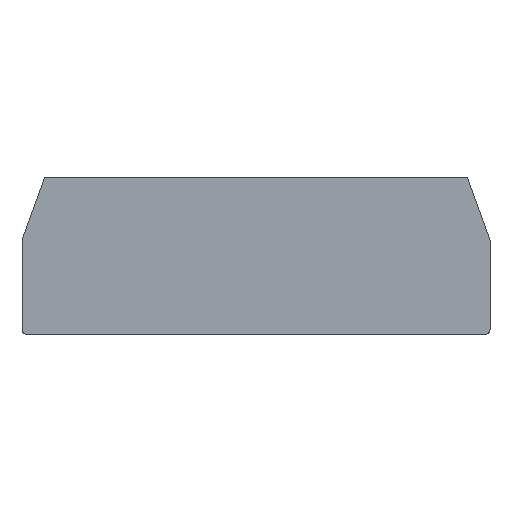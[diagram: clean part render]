
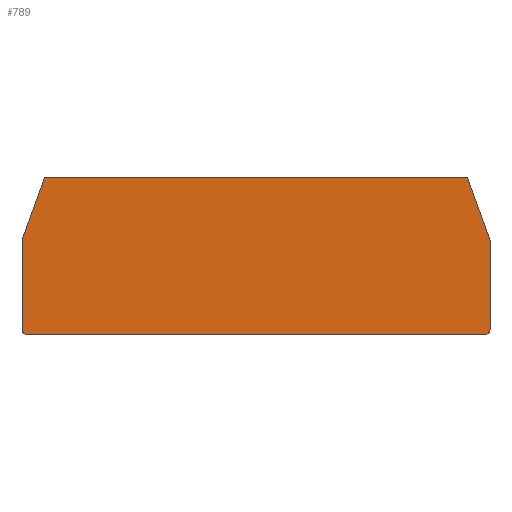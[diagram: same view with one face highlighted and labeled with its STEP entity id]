
A CAD part, top view. The second image highlights one B-rep face of the part: STEP entity #789.
In plain terms, the highlighted planar face has unit normal (0, 0, 1).
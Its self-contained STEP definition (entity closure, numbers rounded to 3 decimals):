
#144=CARTESIAN_POINT('',(45.4,9.85,1.5));
#145=DIRECTION('',(0.,0.,1.));
#146=DIRECTION('',(0.,-1.,0.));
#147=AXIS2_PLACEMENT_3D('',#144,#145,#146);
#149=DIRECTION('',(1.,0.,0.));
#150=VECTOR('',#149,90.8);
#151=CARTESIAN_POINT('',(-45.4,8.85,1.5));
#152=LINE('',#151,#150);
#153=CARTESIAN_POINT('',(-45.4,9.85,1.5));
#154=DIRECTION('',(0.,0.,1.));
#155=DIRECTION('',(-1.,0.,0.));
#156=AXIS2_PLACEMENT_3D('',#153,#154,#155);
#158=DIRECTION('',(0.,-1.,0.));
#159=VECTOR('',#158,17.733);
#160=CARTESIAN_POINT('',(-46.4,27.583,1.5));
#161=LINE('',#160,#159);
#162=CARTESIAN_POINT('',(-46.1,27.583,1.5));
#163=DIRECTION('',(0.,0.,1.));
#164=DIRECTION('',(-0.94,0.342,0.));
#165=AXIS2_PLACEMENT_3D('',#162,#163,#164);
#167=DIRECTION('',(-0.342,-0.94,0.));
#168=VECTOR('',#167,12.894);
#169=CARTESIAN_POINT('',(-41.972,39.803,1.5));
#170=LINE('',#169,#168);
#171=CARTESIAN_POINT('',(-41.69,39.7,1.5));
#172=DIRECTION('',(0.,0.,1.));
#173=DIRECTION('',(0.,1.,0.));
#174=AXIS2_PLACEMENT_3D('',#171,#172,#173);
#176=DIRECTION('',(-1.,0.,0.));
#177=VECTOR('',#176,83.38);
#178=CARTESIAN_POINT('',(41.69,40.,1.5));
#179=LINE('',#178,#177);
#180=CARTESIAN_POINT('',(41.69,39.7,1.5));
#181=DIRECTION('',(0.,0.,1.));
#182=DIRECTION('',(0.94,0.342,0.));
#183=AXIS2_PLACEMENT_3D('',#180,#181,#182);
#185=DIRECTION('',(-0.342,0.94,0.));
#186=VECTOR('',#185,12.894);
#187=CARTESIAN_POINT('',(46.382,27.686,1.5));
#188=LINE('',#187,#186);
#189=CARTESIAN_POINT('',(46.1,27.583,1.5));
#190=DIRECTION('',(0.,0.,1.));
#191=DIRECTION('',(1.,0.,0.));
#192=AXIS2_PLACEMENT_3D('',#189,#190,#191);
#194=DIRECTION('',(0.,1.,0.));
#195=VECTOR('',#194,17.733);
#196=CARTESIAN_POINT('',(46.4,9.85,1.5));
#197=LINE('',#196,#195);
#426=CARTESIAN_POINT('',(41.972,39.803,1.5));
#427=VERTEX_POINT('',#426);
#428=CARTESIAN_POINT('',(41.69,40.,1.5));
#429=VERTEX_POINT('',#428);
#434=CARTESIAN_POINT('',(-41.69,40.,1.5));
#435=VERTEX_POINT('',#434);
#436=CARTESIAN_POINT('',(-41.972,39.803,1.5));
#437=VERTEX_POINT('',#436);
#442=CARTESIAN_POINT('',(-46.382,27.686,1.5));
#443=VERTEX_POINT('',#442);
#444=CARTESIAN_POINT('',(-46.4,27.583,1.5));
#445=VERTEX_POINT('',#444);
#450=CARTESIAN_POINT('',(46.4,27.583,1.5));
#451=VERTEX_POINT('',#450);
#452=CARTESIAN_POINT('',(46.382,27.686,1.5));
#453=VERTEX_POINT('',#452);
#458=CARTESIAN_POINT('',(45.4,8.85,1.5));
#459=VERTEX_POINT('',#458);
#460=CARTESIAN_POINT('',(46.4,9.85,1.5));
#461=VERTEX_POINT('',#460);
#466=CARTESIAN_POINT('',(-46.4,9.85,1.5));
#467=VERTEX_POINT('',#466);
#468=CARTESIAN_POINT('',(-45.4,8.85,1.5));
#469=VERTEX_POINT('',#468);
#770=CARTESIAN_POINT('',(0.,0.,1.5));
#771=DIRECTION('',(0.,0.,1.));
#772=DIRECTION('',(1.,0.,0.));
#773=AXIS2_PLACEMENT_3D('',#770,#771,#772);
#774=PLANE('',#773);
#775=ORIENTED_EDGE('',*,*,#610,.F.);
#776=ORIENTED_EDGE('',*,*,#626,.F.);
#777=ORIENTED_EDGE('',*,*,#639,.F.);
#778=ORIENTED_EDGE('',*,*,#654,.F.);
#779=ORIENTED_EDGE('',*,*,#667,.F.);
#780=ORIENTED_EDGE('',*,*,#680,.F.);
#781=ORIENTED_EDGE('',*,*,#695,.F.);
#782=ORIENTED_EDGE('',*,*,#708,.F.);
#783=ORIENTED_EDGE('',*,*,#723,.F.);
#784=ORIENTED_EDGE('',*,*,#738,.F.);
#785=ORIENTED_EDGE('',*,*,#751,.F.);
#786=ORIENTED_EDGE('',*,*,#763,.F.);
#787=EDGE_LOOP('',(#775,#776,#777,#778,#779,#780,#781,#782,#783,#784,#785,
#786));
#788=FACE_OUTER_BOUND('',#787,.F.);
#148=CIRCLE('',#147,1.);
#157=CIRCLE('',#156,1.);
#166=CIRCLE('',#165,0.3);
#175=CIRCLE('',#174,0.3);
#184=CIRCLE('',#183,0.3);
#193=CIRCLE('',#192,0.3);
#610=EDGE_CURVE('',#459,#461,#148,.T.);
#626=EDGE_CURVE('',#469,#459,#152,.T.);
#639=EDGE_CURVE('',#467,#469,#157,.T.);
#654=EDGE_CURVE('',#445,#467,#161,.T.);
#667=EDGE_CURVE('',#443,#445,#166,.T.);
#680=EDGE_CURVE('',#437,#443,#170,.T.);
#695=EDGE_CURVE('',#435,#437,#175,.T.);
#708=EDGE_CURVE('',#429,#435,#179,.T.);
#723=EDGE_CURVE('',#427,#429,#184,.T.);
#738=EDGE_CURVE('',#453,#427,#188,.T.);
#751=EDGE_CURVE('',#451,#453,#193,.T.);
#763=EDGE_CURVE('',#461,#451,#197,.T.);
#789=ADVANCED_FACE('',(#788),#774,.T.);
